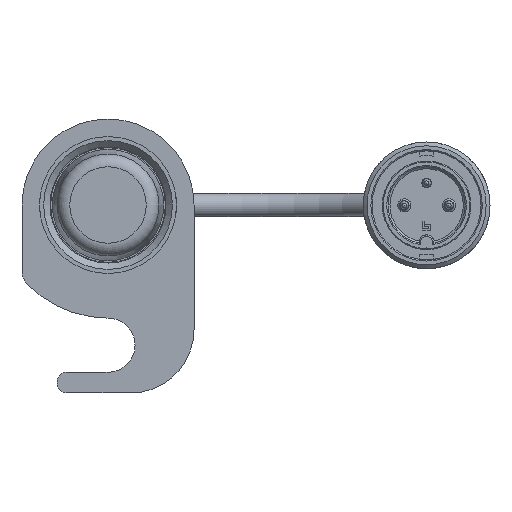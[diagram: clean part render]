
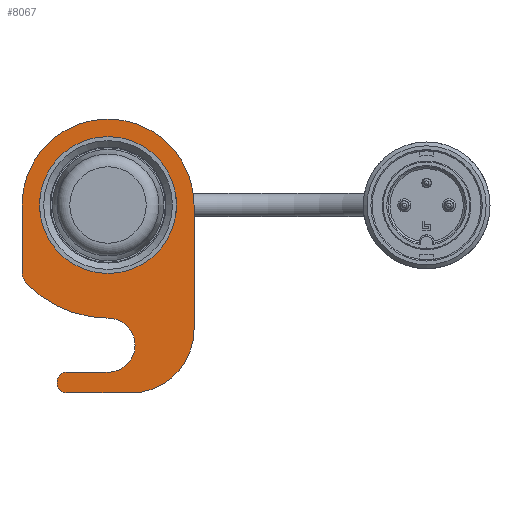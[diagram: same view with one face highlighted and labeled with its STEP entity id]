
A CAD part, left-side view. The second image highlights one B-rep face of the part: STEP entity #8067.
In plain terms, the highlighted planar face has unit normal (-1, 0, 0).
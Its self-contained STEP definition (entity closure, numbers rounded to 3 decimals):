
#728=LINE('',#17586,#1412);
#732=LINE('',#17598,#1416);
#736=LINE('',#17610,#1420);
#740=LINE('',#17622,#1424);
#744=LINE('',#17633,#1428);
#1412=VECTOR('',#11103,10.);
#1416=VECTOR('',#11115,10.);
#1420=VECTOR('',#11127,10.);
#1424=VECTOR('',#11139,10.);
#1428=VECTOR('',#11151,10.);
#1779=PLANE('',#8885);
#1873=FACE_BOUND('',#2810,.T.);
#2298=FACE_OUTER_BOUND('',#2809,.T.);
#2809=EDGE_LOOP('',(#7138,#7139,#7140,#7141,#7142,#7143,#7144,#7145,#7146,
#7147,#7148,#7149));
#2810=EDGE_LOOP('',(#7150));
#3172=CIRCLE('',#8858,10.75);
#3173=CIRCLE('',#8860,3.);
#3175=CIRCLE('',#8863,17.75);
#3177=CIRCLE('',#8866,4.25);
#3179=CIRCLE('',#8870,1.5);
#3181=CIRCLE('',#8874,1.5);
#3183=CIRCLE('',#8878,10.);
#3185=CIRCLE('',#8882,13.5);
#3899=VERTEX_POINT('',#17561);
#3900=VERTEX_POINT('',#17564);
#3901=VERTEX_POINT('',#17565);
#3904=VERTEX_POINT('',#17573);
#3906=VERTEX_POINT('',#17579);
#3908=VERTEX_POINT('',#17585);
#3910=VERTEX_POINT('',#17591);
#3912=VERTEX_POINT('',#17597);
#3914=VERTEX_POINT('',#17603);
#3916=VERTEX_POINT('',#17609);
#3918=VERTEX_POINT('',#17615);
#3920=VERTEX_POINT('',#17621);
#3922=VERTEX_POINT('',#17627);
#4967=EDGE_CURVE('',#3899,#3899,#3172,.T.);
#4968=EDGE_CURVE('',#3900,#3901,#3173,.T.);
#4972=EDGE_CURVE('',#3901,#3904,#3175,.T.);
#4975=EDGE_CURVE('',#3904,#3906,#3177,.T.);
#4978=EDGE_CURVE('',#3906,#3908,#728,.T.);
#4981=EDGE_CURVE('',#3908,#3910,#3179,.T.);
#4984=EDGE_CURVE('',#3910,#3912,#732,.T.);
#4987=EDGE_CURVE('',#3912,#3914,#3181,.T.);
#4990=EDGE_CURVE('',#3914,#3916,#736,.T.);
#4993=EDGE_CURVE('',#3916,#3918,#3183,.T.);
#4996=EDGE_CURVE('',#3918,#3920,#740,.T.);
#4999=EDGE_CURVE('',#3920,#3922,#3185,.T.);
#5002=EDGE_CURVE('',#3922,#3900,#744,.T.);
#7138=ORIENTED_EDGE('',*,*,#5002,.T.);
#7139=ORIENTED_EDGE('',*,*,#4968,.T.);
#7140=ORIENTED_EDGE('',*,*,#4972,.T.);
#7141=ORIENTED_EDGE('',*,*,#4975,.T.);
#7142=ORIENTED_EDGE('',*,*,#4978,.T.);
#7143=ORIENTED_EDGE('',*,*,#4981,.T.);
#7144=ORIENTED_EDGE('',*,*,#4984,.T.);
#7145=ORIENTED_EDGE('',*,*,#4987,.T.);
#7146=ORIENTED_EDGE('',*,*,#4990,.T.);
#7147=ORIENTED_EDGE('',*,*,#4993,.T.);
#7148=ORIENTED_EDGE('',*,*,#4996,.T.);
#7149=ORIENTED_EDGE('',*,*,#4999,.T.);
#7150=ORIENTED_EDGE('',*,*,#4967,.T.);
#8067=ADVANCED_FACE('',(#2298,#1873),#1779,.T.);
#8858=AXIS2_PLACEMENT_3D('',#17562,#11077,#11078);
#8860=AXIS2_PLACEMENT_3D('',#17566,#11081,#11082);
#8863=AXIS2_PLACEMENT_3D('',#17574,#11089,#11090);
#8866=AXIS2_PLACEMENT_3D('',#17580,#11096,#11097);
#8870=AXIS2_PLACEMENT_3D('',#17592,#11108,#11109);
#8874=AXIS2_PLACEMENT_3D('',#17604,#11120,#11121);
#8878=AXIS2_PLACEMENT_3D('',#17616,#11132,#11133);
#8882=AXIS2_PLACEMENT_3D('',#17628,#11144,#11145);
#8885=AXIS2_PLACEMENT_3D('',#17635,#11153,#11154);
#11077=DIRECTION('center_axis',(1.,0.,0.));
#11078=DIRECTION('ref_axis',(0.,-1.,0.));
#11081=DIRECTION('center_axis',(-1.,0.,0.));
#11082=DIRECTION('ref_axis',(0.,1.,0.));
#11089=DIRECTION('center_axis',(-1.,0.,0.));
#11090=DIRECTION('ref_axis',(0.,0.712,-0.702));
#11096=DIRECTION('center_axis',(1.,0.,0.));
#11097=DIRECTION('ref_axis',(0.,0.,
1.));
#11103=DIRECTION('',(0.,1.,0.));
#11108=DIRECTION('center_axis',(-1.,0.,0.));
#11109=DIRECTION('ref_axis',(0.,0.,
1.));
#11115=DIRECTION('',(0.,0.,-1.));
#11120=DIRECTION('center_axis',(-1.,0.,0.));
#11121=DIRECTION('ref_axis',(0.,1.,0.));
#11127=DIRECTION('',(0.,-1.,0.));
#11132=DIRECTION('center_axis',(-1.,0.,0.));
#11133=DIRECTION('ref_axis',(0.,0.,
-1.));
#11139=DIRECTION('',(0.,0.,1.));
#11144=DIRECTION('center_axis',(-1.,0.,0.));
#11145=DIRECTION('ref_axis',(0.,-1.,0.));
#11151=DIRECTION('',(0.,0.,-1.));
#11153=DIRECTION('center_axis',(-1.,0.,0.));
#11154=DIRECTION('ref_axis',(0.,-1.,0.));
#17561=CARTESIAN_POINT('',(121.,10.75,0.));
#17562=CARTESIAN_POINT('Origin',(121.,0.,
0.));
#17564=CARTESIAN_POINT('',(121.,13.5,-10.359));
#17565=CARTESIAN_POINT('',(121.,12.636,-12.466));
#17566=CARTESIAN_POINT('Origin',(121.,10.5,-10.359));
#17573=CARTESIAN_POINT('',(121.,0.,-17.75));
#17574=CARTESIAN_POINT('Origin',(121.,0.,
0.));
#17579=CARTESIAN_POINT('',(121.,0.,-26.25));
#17580=CARTESIAN_POINT('Origin',(121.,0.,
-22.));
#17585=CARTESIAN_POINT('',(121.,6.5,-26.25));
#17586=CARTESIAN_POINT('',(121.,0.,-26.25));
#17591=CARTESIAN_POINT('',(121.,8.,-27.75));
#17592=CARTESIAN_POINT('Origin',(121.,6.5,-27.75));
#17597=CARTESIAN_POINT('',(121.,8.,-28.));
#17598=CARTESIAN_POINT('',(121.,8.,-27.75));
#17603=CARTESIAN_POINT('',(121.,6.5,-29.5));
#17604=CARTESIAN_POINT('Origin',(121.,6.5,-28.));
#17609=CARTESIAN_POINT('',(121.,-3.5,-29.5));
#17610=CARTESIAN_POINT('',(121.,6.5,-29.5));
#17615=CARTESIAN_POINT('',(121.,-13.5,-19.5));
#17616=CARTESIAN_POINT('Origin',(121.,-3.5,-19.5));
#17621=CARTESIAN_POINT('',(121.,-13.5,0.));
#17622=CARTESIAN_POINT('',(121.,-13.5,-19.5));
#17627=CARTESIAN_POINT('',(121.,13.5,0.));
#17628=CARTESIAN_POINT('Origin',(121.,0.,
0.));
#17633=CARTESIAN_POINT('',(121.,13.5,0.));
#17635=CARTESIAN_POINT('Origin',(121.,-0.937,-10.814));
